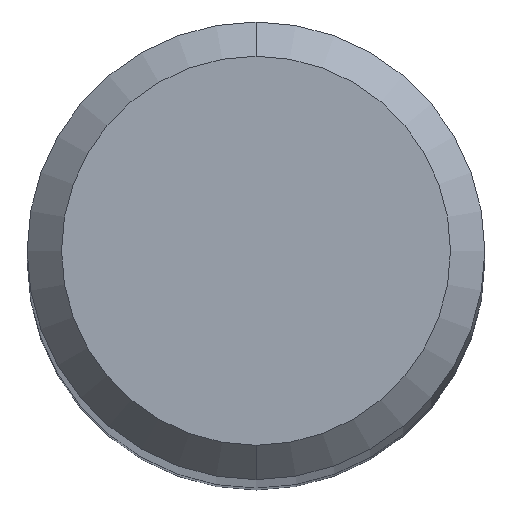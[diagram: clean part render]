
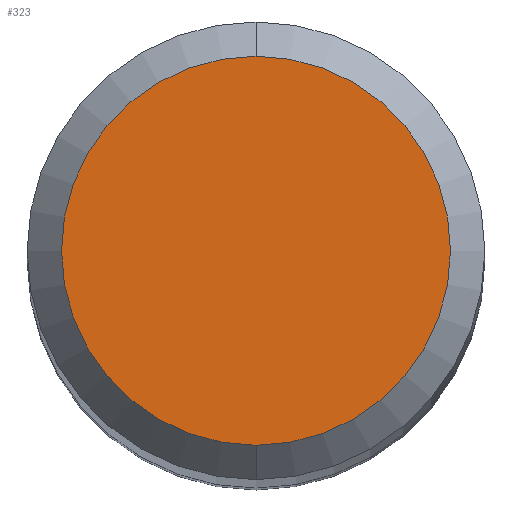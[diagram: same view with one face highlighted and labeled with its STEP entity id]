
A CAD part, top view. The second image highlights one B-rep face of the part: STEP entity #323.
In plain terms, the highlighted planar face has unit normal (0, 0, 1).
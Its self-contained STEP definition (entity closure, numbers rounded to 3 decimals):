
#183=EDGE_CURVE('',#189,#403,#458,.T.);
#189=VERTEX_POINT('',#464);
#275=EDGE_CURVE('',#403,#189,#559,.T.);
#323=ADVANCED_FACE('',(#612),#613,.T.);
#403=VERTEX_POINT('',#702);
#458=CIRCLE('',#787,1.7);
#464=CARTESIAN_POINT('',(0.,-1.7,0.0));
#559=CIRCLE('',#995,1.7);
#612=FACE_OUTER_BOUND('',#1093,.T.);
#613=PLANE('',#1094);
#702=CARTESIAN_POINT('',(0.0,1.7,0.0));
#787=AXIS2_PLACEMENT_3D('',#1322,#1323,#1324);
#995=AXIS2_PLACEMENT_3D('',#1434,#1435,#1436);
#1093=EDGE_LOOP('',(#1489,#1490));
#1094=AXIS2_PLACEMENT_3D('',#1491,#1492,#1493);
#1322=CARTESIAN_POINT('',(0.0,0.0,0.0));
#1323=DIRECTION('',(0.0,0.0,-1.0));
#1324=DIRECTION('',(0.0,1.0,0.0));
#1434=CARTESIAN_POINT('',(0.0,0.0,0.0));
#1435=DIRECTION('',(0.0,0.0,-1.0));
#1436=DIRECTION('',(0.0,1.0,0.0));
#1489=ORIENTED_EDGE('',*,*,#275,.F.);
#1490=ORIENTED_EDGE('',*,*,#183,.F.);
#1491=CARTESIAN_POINT('',(0.0,0.85,0.0));
#1492=DIRECTION('',(-0.0,0.0,1.0));
#1493=DIRECTION('',(0.0,-1.0,0.0));
